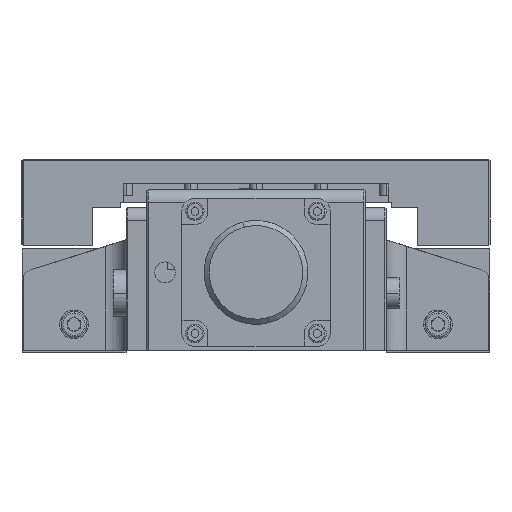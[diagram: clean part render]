
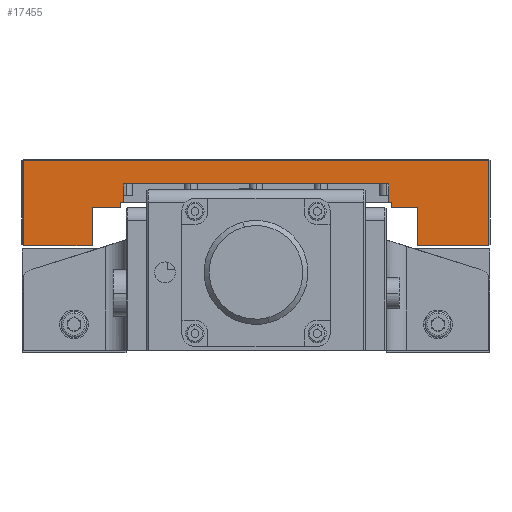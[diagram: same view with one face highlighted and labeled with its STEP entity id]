
A CAD part, left-side view. The second image highlights one B-rep face of the part: STEP entity #17455.
In plain terms, the highlighted planar face has unit normal (-1, 0, 0).
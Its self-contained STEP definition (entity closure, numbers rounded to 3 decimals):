
#120 = ORIENTED_EDGE ( 'NONE', *, *, #12442, .F. ) ;
#393 = VERTEX_POINT ( 'NONE', #4060 ) ;
#453 = CARTESIAN_POINT ( 'NONE',  ( -147.5, 51., 65. ) ) ;
#467 = DIRECTION ( 'NONE',  ( 0., 0., 1. ) ) ;
#722 = CARTESIAN_POINT ( 'NONE',  ( -147.5, -52., 56. ) ) ;
#754 = DIRECTION ( 'NONE',  ( 0., 0., -1. ) ) ;
#1031 = LINE ( 'NONE', #3768, #3356 ) ;
#1435 = CARTESIAN_POINT ( 'NONE',  ( -147.5, -51., 65. ) ) ;
#1455 = CARTESIAN_POINT ( 'NONE',  ( -147.5, -51., 58. ) ) ;
#1590 = EDGE_CURVE ( 'NONE', #12963, #3310, #8397, .T. ) ;
#1615 = CARTESIAN_POINT ( 'NONE',  ( -147.5, 51., 65. ) ) ;
#1661 = VECTOR ( 'NONE', #14763, 1000. ) ;
#1695 = DIRECTION ( 'NONE',  ( 1., 0., 0. ) ) ;
#1854 = DIRECTION ( 'NONE',  ( 0., 0., -1. ) ) ;
#1880 = VECTOR ( 'NONE', #17296, 1000. ) ;
#1908 = VERTEX_POINT ( 'NONE', #16856 ) ;
#2343 = VECTOR ( 'NONE', #16917, 1000. ) ;
#3060 = DIRECTION ( 'NONE',  ( 0., 1., 0. ) ) ;
#3114 = VECTOR ( 'NONE', #6664, 1000. ) ;
#3310 = VERTEX_POINT ( 'NONE', #16610 ) ;
#3356 = VECTOR ( 'NONE', #467, 1000. ) ;
#3496 = CARTESIAN_POINT ( 'NONE',  ( -147.5, 90., 41.3 ) ) ;
#3746 = CARTESIAN_POINT ( 'NONE',  ( -147.5, 51., 58. ) ) ;
#3768 = CARTESIAN_POINT ( 'NONE',  ( -147.5, -62., 41.3 ) ) ;
#4038 = ORIENTED_EDGE ( 'NONE', *, *, #20317, .F. ) ;
#4060 = CARTESIAN_POINT ( 'NONE',  ( -147.5, -51., 58. ) ) ;
#4379 = VERTEX_POINT ( 'NONE', #1435 ) ;
#4661 = DIRECTION ( 'NONE',  ( 0., 1., 0. ) ) ;
#4674 = CARTESIAN_POINT ( 'NONE',  ( -147.5, 89.5, 41.3 ) ) ;
#4736 = EDGE_CURVE ( 'NONE', #20833, #21376, #15225, .T. ) ;
#4892 = DIRECTION ( 'NONE',  ( 0., 0., 1. ) ) ;
#5119 = CARTESIAN_POINT ( 'NONE',  ( -147.5, 89.5, 41.3 ) ) ;
#5349 = EDGE_CURVE ( 'NONE', #8235, #1908, #8226, .T. ) ;
#5411 = VECTOR ( 'NONE', #4661, 1000. ) ;
#6023 = VECTOR ( 'NONE', #1854, 1000. ) ;
#6354 = VECTOR ( 'NONE', #10300, 1000. ) ;
#6555 = ORIENTED_EDGE ( 'NONE', *, *, #11932, .F. ) ;
#6664 = DIRECTION ( 'NONE',  ( 0., 1., 0. ) ) ;
#6731 = ORIENTED_EDGE ( 'NONE', *, *, #20806, .F. ) ;
#6765 = ORIENTED_EDGE ( 'NONE', *, *, #7301, .F. ) ;
#6968 = DIRECTION ( 'NONE',  ( 0., 0., -1. ) ) ;
#7027 = CARTESIAN_POINT ( 'NONE',  ( -147.5, -89.5, 74.1 ) ) ;
#7122 = CARTESIAN_POINT ( 'NONE',  ( -147.5, 52., 56. ) ) ;
#7301 = EDGE_CURVE ( 'NONE', #14771, #18898, #8532, .T. ) ;
#8015 = CARTESIAN_POINT ( 'NONE',  ( -147.5, 63., 41.3 ) ) ;
#8043 = CARTESIAN_POINT ( 'NONE',  ( -147.5, 52., 58. ) ) ;
#8226 = LINE ( 'NONE', #12825, #5411 ) ;
#8232 = CARTESIAN_POINT ( 'NONE',  ( -147.5, -89.5, 41.3 ) ) ;
#8235 = VERTEX_POINT ( 'NONE', #8232 ) ;
#8311 = ORIENTED_EDGE ( 'NONE', *, *, #1590, .F. ) ;
#8397 = LINE ( 'NONE', #14207, #12244 ) ;
#8532 = LINE ( 'NONE', #3496, #3114 ) ;
#8550 = LINE ( 'NONE', #1455, #15552 ) ;
#8566 = VECTOR ( 'NONE', #20049, 1000. ) ;
#8820 = VERTEX_POINT ( 'NONE', #17340 ) ;
#9083 = VECTOR ( 'NONE', #20428, 1000. ) ;
#9253 = CARTESIAN_POINT ( 'NONE',  ( -147.5, 89.5, 74.1 ) ) ;
#9618 = LINE ( 'NONE', #5119, #6023 ) ;
#10221 = EDGE_CURVE ( 'NONE', #393, #4379, #8550, .T. ) ;
#10300 = DIRECTION ( 'NONE',  ( 0., 1., 0. ) ) ;
#10308 = EDGE_CURVE ( 'NONE', #3310, #8820, #17091, .T. ) ;
#10361 = LINE ( 'NONE', #18851, #1880 ) ;
#10416 = CARTESIAN_POINT ( 'NONE',  ( -147.5, 63., 41.3 ) ) ;
#11293 = VECTOR ( 'NONE', #3060, 1000. ) ;
#11317 = CARTESIAN_POINT ( 'NONE',  ( -147.5, 63., 56. ) ) ;
#11508 = EDGE_CURVE ( 'NONE', #14624, #18898, #9618, .T. ) ;
#11831 = VECTOR ( 'NONE', #15986, 1000. ) ;
#11862 = EDGE_LOOP ( 'NONE', ( #12123, #18890, #21378, #11878, #6765, #120, #4038, #6555, #6731, #16994, #16328, #16416, #15417, #12063, #8311, #17723 ) ) ;
#11878 = ORIENTED_EDGE ( 'NONE', *, *, #11508, .T. ) ;
#11932 = EDGE_CURVE ( 'NONE', #18959, #15312, #21268, .T. ) ;
#12054 = EDGE_CURVE ( 'NONE', #8235, #20413, #10361, .T. ) ;
#12063 = ORIENTED_EDGE ( 'NONE', *, *, #10308, .F. ) ;
#12123 = ORIENTED_EDGE ( 'NONE', *, *, #5349, .F. ) ;
#12244 = VECTOR ( 'NONE', #14360, 1000. ) ;
#12442 = EDGE_CURVE ( 'NONE', #15390, #14771, #13824, .T. ) ;
#12825 = CARTESIAN_POINT ( 'NONE',  ( -147.5, 90., 41.3 ) ) ;
#12963 = VERTEX_POINT ( 'NONE', #17134 ) ;
#13076 = CARTESIAN_POINT ( 'NONE',  ( -147.5, 52., 58. ) ) ;
#13171 = CARTESIAN_POINT ( 'NONE',  ( -147.5, 52., 58. ) ) ;
#13258 = DIRECTION ( 'NONE',  ( 0., 0., 1. ) ) ;
#13327 = EDGE_CURVE ( 'NONE', #20413, #14624, #20309, .T. ) ;
#13824 = LINE ( 'NONE', #10416, #14630 ) ;
#14052 = LINE ( 'NONE', #13076, #1661 ) ;
#14207 = CARTESIAN_POINT ( 'NONE',  ( -147.5, 63., 56. ) ) ;
#14360 = DIRECTION ( 'NONE',  ( 0., 1., 0. ) ) ;
#14624 = VERTEX_POINT ( 'NONE', #9253 ) ;
#14630 = VECTOR ( 'NONE', #754, 1000. ) ;
#14763 = DIRECTION ( 'NONE',  ( 0., 1., 0. ) ) ;
#14771 = VERTEX_POINT ( 'NONE', #8015 ) ;
#15225 = LINE ( 'NONE', #3746, #20421 ) ;
#15312 = VERTEX_POINT ( 'NONE', #7122 ) ;
#15390 = VERTEX_POINT ( 'NONE', #17226 ) ;
#15417 = ORIENTED_EDGE ( 'NONE', *, *, #16527, .F. ) ;
#15552 = VECTOR ( 'NONE', #13258, 1000. ) ;
#15734 = LINE ( 'NONE', #8043, #11293 ) ;
#15986 = DIRECTION ( 'NONE',  ( 0., 1., 0. ) ) ;
#16283 = CARTESIAN_POINT ( 'NONE',  ( -147.5, 90., 41.3 ) ) ;
#16328 = ORIENTED_EDGE ( 'NONE', *, *, #21343, .F. ) ;
#16416 = ORIENTED_EDGE ( 'NONE', *, *, #10221, .F. ) ;
#16527 = EDGE_CURVE ( 'NONE', #8820, #393, #14052, .T. ) ;
#16610 = CARTESIAN_POINT ( 'NONE',  ( -147.5, -52., 56. ) ) ;
#16856 = CARTESIAN_POINT ( 'NONE',  ( -147.5, -62., 41.3 ) ) ;
#16917 = DIRECTION ( 'NONE',  ( 0., 0., 1. ) ) ;
#16994 = ORIENTED_EDGE ( 'NONE', *, *, #4736, .F. ) ;
#17091 = LINE ( 'NONE', #722, #2343 ) ;
#17134 = CARTESIAN_POINT ( 'NONE',  ( -147.5, -62., 56. ) ) ;
#17226 = CARTESIAN_POINT ( 'NONE',  ( -147.5, 63., 56. ) ) ;
#17296 = DIRECTION ( 'NONE',  ( 0., 0., 1. ) ) ;
#17340 = CARTESIAN_POINT ( 'NONE',  ( -147.5, -52., 58. ) ) ;
#17455 = ADVANCED_FACE ( 'NONE', ( #19767 ), #21438, .F. ) ;
#17723 = ORIENTED_EDGE ( 'NONE', *, *, #20178, .F. ) ;
#18592 = CARTESIAN_POINT ( 'NONE',  ( -147.5, 90., 74.1 ) ) ;
#18715 = CARTESIAN_POINT ( 'NONE',  ( -147.5, 52., 56. ) ) ;
#18851 = CARTESIAN_POINT ( 'NONE',  ( -147.5, -89.5, 41.3 ) ) ;
#18890 = ORIENTED_EDGE ( 'NONE', *, *, #12054, .T. ) ;
#18898 = VERTEX_POINT ( 'NONE', #4674 ) ;
#18959 = VERTEX_POINT ( 'NONE', #13171 ) ;
#19099 = LINE ( 'NONE', #11317, #11831 ) ;
#19767 = FACE_OUTER_BOUND ( 'NONE', #11862, .T. ) ;
#20049 = DIRECTION ( 'NONE',  ( 0., 1., 0. ) ) ;
#20178 = EDGE_CURVE ( 'NONE', #1908, #12963, #1031, .T. ) ;
#20226 = LINE ( 'NONE', #453, #8566 ) ;
#20309 = LINE ( 'NONE', #18592, #6354 ) ;
#20317 = EDGE_CURVE ( 'NONE', #15312, #15390, #19099, .T. ) ;
#20345 = CARTESIAN_POINT ( 'NONE',  ( -147.5, 51., 58. ) ) ;
#20413 = VERTEX_POINT ( 'NONE', #7027 ) ;
#20421 = VECTOR ( 'NONE', #6968, 1000. ) ;
#20428 = DIRECTION ( 'NONE',  ( 0., 0., -1. ) ) ;
#20525 = AXIS2_PLACEMENT_3D ( 'NONE', #16283, #1695, #4892 ) ;
#20806 = EDGE_CURVE ( 'NONE', #21376, #18959, #15734, .T. ) ;
#20833 = VERTEX_POINT ( 'NONE', #1615 ) ;
#21268 = LINE ( 'NONE', #18715, #9083 ) ;
#21343 = EDGE_CURVE ( 'NONE', #4379, #20833, #20226, .T. ) ;
#21376 = VERTEX_POINT ( 'NONE', #20345 ) ;
#21378 = ORIENTED_EDGE ( 'NONE', *, *, #13327, .T. ) ;
#21438 = PLANE ( 'NONE',  #20525 ) ;
